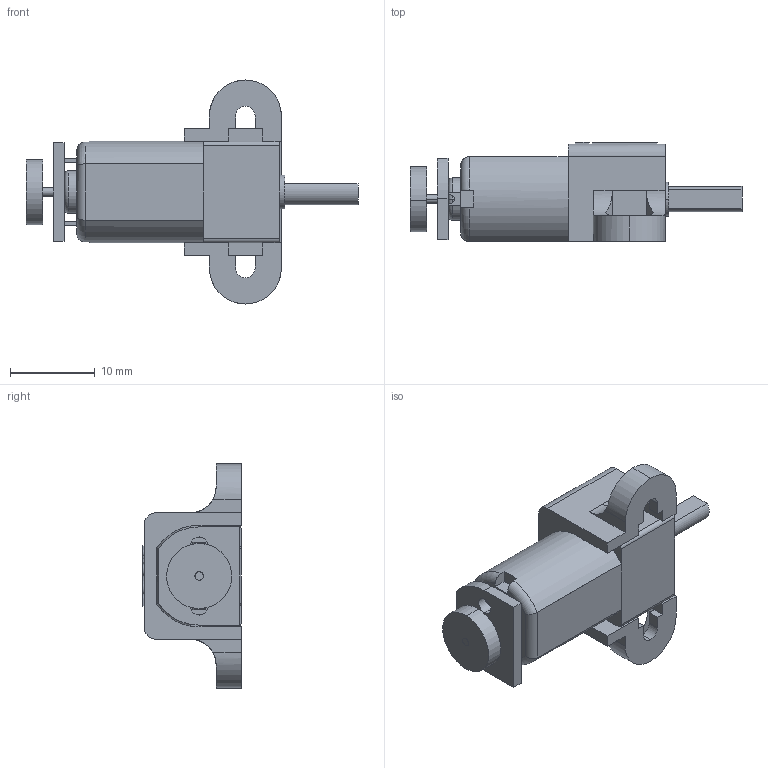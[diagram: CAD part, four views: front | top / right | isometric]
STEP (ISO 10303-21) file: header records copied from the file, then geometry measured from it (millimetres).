
FILE_DESCRIPTION (( 'STEP AP214' ), '1' );
FILE_NAME ('PololuyWithEnckodersAndBrackes.STEP', '2021-12-01T22:23:03', ( '' ), ( '' ), 'SwSTEP 2.0', 'SolidWorks 2021', '' );
FILE_SCHEMA (( 'AUTOMOTIVE_DESIGN' ));
Length unit declared in the file: millimetre
Products named in the file (4): micro-metal-gearmotor-extended-with-1086-bracket.step; PololuyWithEnckodersAndBrackes; Enkoder_PCB; Dysk_pololu
Assembly tree (3 placements, depth 2):
  PololuyWithEnckodersAndBrackes
    micro-metal-gearmotor-extended-with-1086-bracket.step
    Dysk_pololu
    Enkoder_PCB
Bounding box: 39.27 x 11.7 x 26.5 mm (x, y, z)
Volume: 3700.2 mm3; surface area: 2346.8 mm2
Topology: 3 solids, 4 shells, 1019 faces, 3025 edges, 2034 vertices
Faces by surface type: plane 952, cylinder 61, torus 6
Entity records: 35228 total; most frequent: CARTESIAN_POINT 6277, ORIENTED_EDGE 6050, DIRECTION 5158, EDGE_CURVE 3025, VECTOR 2856, LINE 2856, VERTEX_POINT 2034, AXIS2_PLACEMENT_3D 1151
